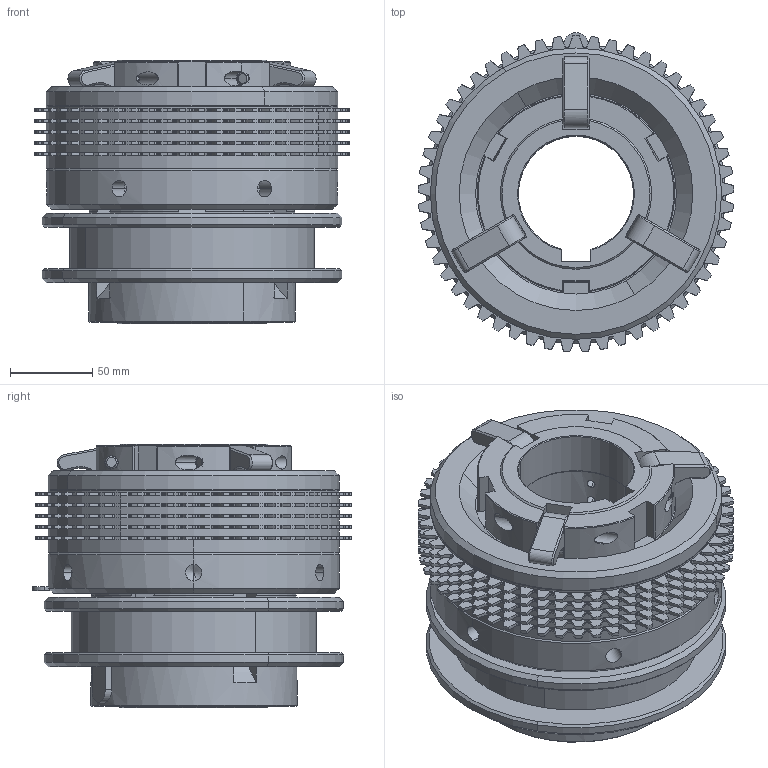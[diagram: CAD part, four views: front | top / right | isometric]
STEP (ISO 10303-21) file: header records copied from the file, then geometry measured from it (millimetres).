
FILE_DESCRIPTION (( 'STEP AP203' ), '1' );
FILE_NAME ('Assem4.STEP', '2017-10-20T02:02:48', ( ' ' ), ( '' ), 'SwSTEP 2.0', 'SolidWorks 2009', '' );
FILE_SCHEMA (( 'CONFIG_CONTROL_DESIGN' ));
Length unit declared in the file: millimetre
Products named in the file (1): Assem4
Bounding box: 191.79 x 193.83 x 160 mm (x, y, z)
Volume: 2364869.2 mm3; surface area: 371710.1 mm2
Topology: 1 solids, 11 shells, 3734 faces, 10859 edges, 7097 vertices
Faces by surface type: cylinder 1886, plane 1112, bspline 530, cone 200, torus 6
Entity records: 177767 total; most frequent: CARTESIAN_POINT 79120, ORIENTED_EDGE 21694, DIRECTION 20101, EDGE_CURVE 10847, AXIS2_PLACEMENT_3D 7281, VERTEX_POINT 7097, VECTOR 5539, LINE 5539
